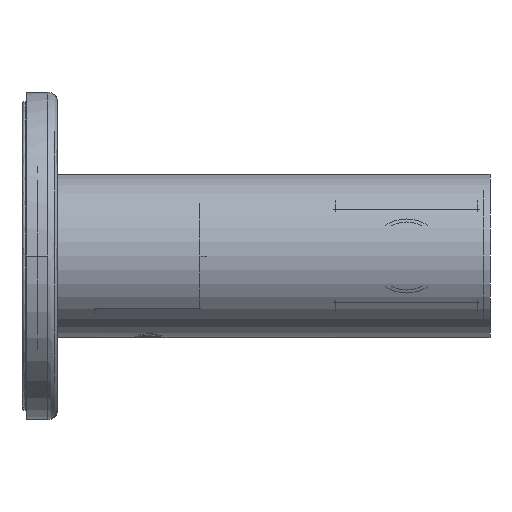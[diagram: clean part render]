
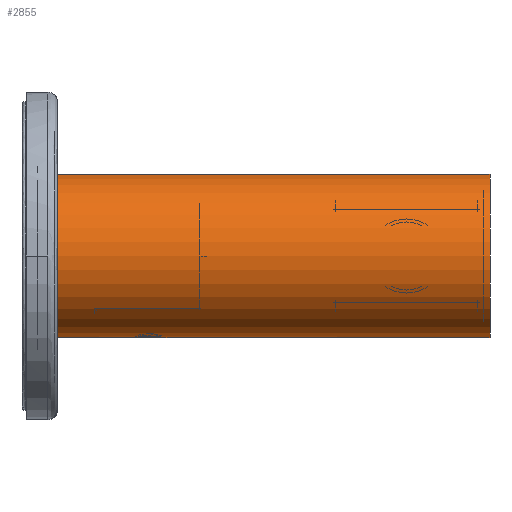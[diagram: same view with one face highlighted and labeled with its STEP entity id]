
A CAD part, front view. The second image highlights one B-rep face of the part: STEP entity #2855.
In plain terms, the highlighted cylindrical face has radius 13.25 mm (diameter 26.5 mm), a partial arc.
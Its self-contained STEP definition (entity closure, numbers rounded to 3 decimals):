
#200 = EDGE_CURVE ( 'NONE', #8969, #5362, #1919, .T. ) ;
#436 = CARTESIAN_POINT ( 'NONE',  ( -2.571, 0.728, -12.999 ) ) ;
#667 = CARTESIAN_POINT ( 'NONE',  ( -0.72, 2.847, -13.232 ) ) ;
#738 = CARTESIAN_POINT ( 'NONE',  ( 0., 15., 0. ) ) ;
#952 = DIRECTION ( 'NONE',  ( 0., -1., 0. ) ) ;
#1140 = ORIENTED_EDGE ( 'NONE', *, *, #16321, .F. ) ;
#1161 = CARTESIAN_POINT ( 'NONE',  ( 0., 15., -13.25 ) ) ;
#1361 = LINE ( 'NONE', #20468, #11195 ) ;
#1919 = B_SPLINE_CURVE_WITH_KNOTS ( 'NONE', 3,
 ( #5822, #14242, #12746, #667, #3872, #2500, #9449, #12404, #10818, #19772, #9112, #17808, #16082, #436, #21381, #12627, #4101, #19658, #11040, #18027, #2383, #21725, #19991, #15134, #8176, #7743, #14688, #2717, #22060, #21948 ),
 .UNSPECIFIED., .F., .F.,
 ( 4, 2, 2, 2, 2, 2, 2, 2, 2, 2, 2, 2, 2, 2, 4 ),
 ( 0.009, 0.009, 0.01, 0.01, 0.011, 0.011, 0.012, 0.013, 0.014, 0.015, 0.015, 0.016, 0.016, 0.017, 0.017 ),
 .UNSPECIFIED. ) ;
#2383 = CARTESIAN_POINT ( 'NONE',  ( -2.02, -1.877, -13.096 ) ) ;
#2500 = CARTESIAN_POINT ( 'NONE',  ( -1.218, 2.614, -13.195 ) ) ;
#2717 = CARTESIAN_POINT ( 'NONE',  ( -0.369, -2.935, -13.246 ) ) ;
#2855 = ADVANCED_FACE ( 'NONE', ( #13884 ), #5340, .T. ) ;
#3467 = CARTESIAN_POINT ( 'NONE',  ( 0., -55., 0. ) ) ;
#3872 = CARTESIAN_POINT ( 'NONE',  ( -0.894, 2.781, -13.221 ) ) ;
#4101 = CARTESIAN_POINT ( 'NONE',  ( -2.571, -0.729, -12.999 ) ) ;
#4884 = DIRECTION ( 'NONE',  ( 0., 1., 0. ) ) ;
#5028 = ORIENTED_EDGE ( 'NONE', *, *, #12009, .T. ) ;
#5067 = EDGE_CURVE ( 'NONE', #16725, #17472, #19301, .T. ) ;
#5340 = CYLINDRICAL_SURFACE ( 'NONE', #15565, 13.25 ) ;
#5362 = VERTEX_POINT ( 'NONE', #19577 ) ;
#5411 = DIRECTION ( 'NONE',  ( 0., 1., 0. ) ) ;
#5822 = CARTESIAN_POINT ( 'NONE',  ( 0., 2.959, -13.25 ) ) ;
#6472 = VERTEX_POINT ( 'NONE', #14932 ) ;
#6507 = VERTEX_POINT ( 'NONE', #13197 ) ;
#6689 = EDGE_CURVE ( 'NONE', #8969, #17472, #1361, .T. ) ;
#7071 = DIRECTION ( 'NONE',  ( 0., 1., 0. ) ) ;
#7743 = CARTESIAN_POINT ( 'NONE',  ( -0.895, -2.78, -13.221 ) ) ;
#7904 = VECTOR ( 'NONE', #10040, 1000. ) ;
#8176 = CARTESIAN_POINT ( 'NONE',  ( -1.221, -2.612, -13.195 ) ) ;
#8969 = VERTEX_POINT ( 'NONE', #13574 ) ;
#9112 = CARTESIAN_POINT ( 'NONE',  ( -2.126, 1.725, -13.079 ) ) ;
#9402 = CARTESIAN_POINT ( 'NONE',  ( 0., -54., -13.25 ) ) ;
#9449 = CARTESIAN_POINT ( 'NONE',  ( -1.372, 2.513, -13.18 ) ) ;
#9730 = DIRECTION ( 'NONE',  ( 0., 0., 1. ) ) ;
#10040 = DIRECTION ( 'NONE',  ( 0., 1., 0. ) ) ;
#10132 = CARTESIAN_POINT ( 'NONE',  ( 0., 15., 13.25 ) ) ;
#10146 = AXIS2_PLACEMENT_3D ( 'NONE', #738, #952, #9730 ) ;
#10818 = CARTESIAN_POINT ( 'NONE',  ( -1.785, 2.155, -13.13 ) ) ;
#11040 = CARTESIAN_POINT ( 'NONE',  ( -2.306, -1.412, -13.048 ) ) ;
#11195 = VECTOR ( 'NONE', #18727, 1000. ) ;
#12009 = EDGE_CURVE ( 'NONE', #6472, #6507, #16992, .T. ) ;
#12296 = ORIENTED_EDGE ( 'NONE', *, *, #5067, .T. ) ;
#12399 = EDGE_CURVE ( 'NONE', #6507, #16725, #19533, .T. ) ;
#12404 = CARTESIAN_POINT ( 'NONE',  ( -1.656, 2.283, -13.147 ) ) ;
#12543 = EDGE_LOOP ( 'NONE', ( #1140, #5028, #18138, #12296, #22391, #18563 ) ) ;
#12627 = CARTESIAN_POINT ( 'NONE',  ( -2.634, -0.37, -12.986 ) ) ;
#12746 = CARTESIAN_POINT ( 'NONE',  ( -0.366, 2.936, -13.246 ) ) ;
#13197 = CARTESIAN_POINT ( 'NONE',  ( 0., -55., 13.25 ) ) ;
#13574 = CARTESIAN_POINT ( 'NONE',  ( 0., 2.959, -13.25 ) ) ;
#13682 = VECTOR ( 'NONE', #7071, 1000. ) ;
#13884 = FACE_OUTER_BOUND ( 'NONE', #12543, .T. ) ;
#14135 = CARTESIAN_POINT ( 'NONE',  ( 0., -54., 13.25 ) ) ;
#14242 = CARTESIAN_POINT ( 'NONE',  ( -0.185, 2.959, -13.25 ) ) ;
#14688 = CARTESIAN_POINT ( 'NONE',  ( -0.725, -2.845, -13.231 ) ) ;
#14932 = CARTESIAN_POINT ( 'NONE',  ( 0., -55., -13.25 ) ) ;
#15134 = CARTESIAN_POINT ( 'NONE',  ( -1.375, -2.511, -13.179 ) ) ;
#15565 = AXIS2_PLACEMENT_3D ( 'NONE', #22513, #4884, #20913 ) ;
#16082 = CARTESIAN_POINT ( 'NONE',  ( -2.384, 1.245, -13.034 ) ) ;
#16260 = AXIS2_PLACEMENT_3D ( 'NONE', #3467, #5411, #19121 ) ;
#16321 = EDGE_CURVE ( 'NONE', #6472, #5362, #19837, .T. ) ;
#16725 = VERTEX_POINT ( 'NONE', #10132 ) ;
#16992 = CIRCLE ( 'NONE', #16260, 13.25 ) ;
#17472 = VERTEX_POINT ( 'NONE', #1161 ) ;
#17808 = CARTESIAN_POINT ( 'NONE',  ( -2.307, 1.41, -13.048 ) ) ;
#18027 = CARTESIAN_POINT ( 'NONE',  ( -2.125, -1.726, -13.079 ) ) ;
#18138 = ORIENTED_EDGE ( 'NONE', *, *, #12399, .T. ) ;
#18563 = ORIENTED_EDGE ( 'NONE', *, *, #200, .T. ) ;
#18727 = DIRECTION ( 'NONE',  ( 0., 1., 0. ) ) ;
#19121 = DIRECTION ( 'NONE',  ( 0., 0., 1. ) ) ;
#19301 = CIRCLE ( 'NONE', #10146, 13.25 ) ;
#19533 = LINE ( 'NONE', #14135, #13682 ) ;
#19577 = CARTESIAN_POINT ( 'NONE',  ( 0., -2.959, -13.25 ) ) ;
#19658 = CARTESIAN_POINT ( 'NONE',  ( -2.383, -1.247, -13.034 ) ) ;
#19772 = CARTESIAN_POINT ( 'NONE',  ( -2.021, 1.876, -13.096 ) ) ;
#19837 = LINE ( 'NONE', #9402, #7904 ) ;
#19991 = CARTESIAN_POINT ( 'NONE',  ( -1.656, -2.283, -13.147 ) ) ;
#20468 = CARTESIAN_POINT ( 'NONE',  ( 0., -54., -13.25 ) ) ;
#20913 = DIRECTION ( 'NONE',  ( 0., 0., 1. ) ) ;
#21381 = CARTESIAN_POINT ( 'NONE',  ( -2.634, 0.368, -12.985 ) ) ;
#21725 = CARTESIAN_POINT ( 'NONE',  ( -1.784, -2.156, -13.13 ) ) ;
#21948 = CARTESIAN_POINT ( 'NONE',  ( 0., -2.959, -13.25 ) ) ;
#22060 = CARTESIAN_POINT ( 'NONE',  ( -0.185, -2.959, -13.25 ) ) ;
#22391 = ORIENTED_EDGE ( 'NONE', *, *, #6689, .F. ) ;
#22513 = CARTESIAN_POINT ( 'NONE',  ( 0., -54., 0. ) ) ;
